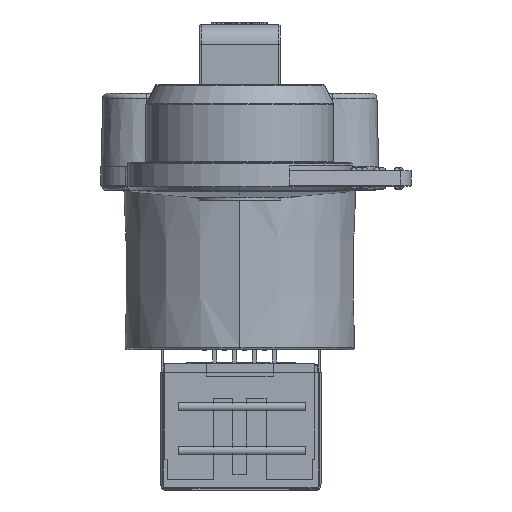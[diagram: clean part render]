
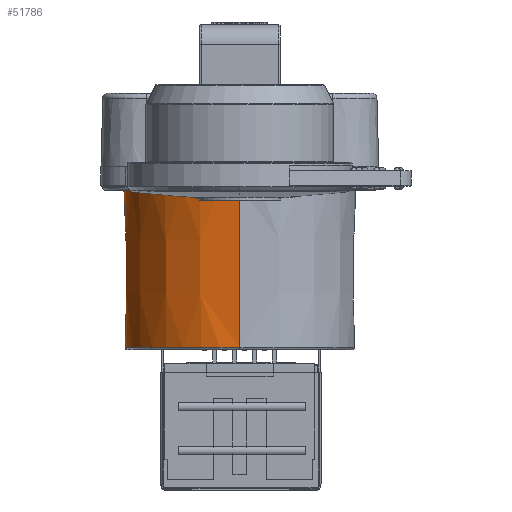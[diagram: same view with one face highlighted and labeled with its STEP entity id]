
A CAD part, front view. The second image highlights one B-rep face of the part: STEP entity #51786.
In plain terms, the highlighted conical face has half-angle 0.5 degrees and reference radius 11.797 mm.
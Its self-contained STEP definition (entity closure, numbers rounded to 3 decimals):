
#17297=CARTESIAN_POINT('',(41.5,2.497,
-4.474));
#17298=DIRECTION('',(0.,0.,1.));
#17299=DIRECTION('',(0.,1.,0.));
#17300=AXIS2_PLACEMENT_3D('',#17297,#17298,#17299);
#17302=CARTESIAN_POINT('',(41.5,2.497,
-20.976));
#17303=DIRECTION('',(0.,0.,-1.));
#17304=DIRECTION('',(0.,-1.,0.));
#17305=AXIS2_PLACEMENT_3D('',#17302,#17303,#17304);
#17312=DIRECTION('',(0.,-0.009,
-1.));
#17313=VECTOR('',#17312,16.502);
#17314=CARTESIAN_POINT('',(41.5,14.366,
-4.474));
#17315=LINE('',#17314,#17313);
#17321=DIRECTION('',(0.,-0.009,1.));
#17322=VECTOR('',#17321,16.502);
#17323=CARTESIAN_POINT('',(41.5,-9.229,
-20.976));
#17324=LINE('',#17323,#17322);
#22754=CARTESIAN_POINT('',(41.5,-9.229,
-20.976));
#22755=VERTEX_POINT('',#22754);
#22756=CARTESIAN_POINT('',(41.5,14.222,
-20.976));
#22757=VERTEX_POINT('',#22756);
#28391=CARTESIAN_POINT('',(41.5,14.366,
-4.474));
#28392=CARTESIAN_POINT('',(41.5,-9.373,
-4.474));
#28393=VERTEX_POINT('',#28391);
#28394=VERTEX_POINT('',#28392);
#51772=CARTESIAN_POINT('',(41.5,2.497,
-12.725));
#51773=DIRECTION('',(0.,0.,1.));
#51774=DIRECTION('',(1.,0.,0.));
#51775=AXIS2_PLACEMENT_3D('',#51772,#51773,#51774);
#51776=CONICAL_SURFACE('',#51775,11.797,0.5);
#51777=ORIENTED_EDGE('',*,*,#38333,.T.);
#51779=ORIENTED_EDGE('',*,*,#51778,.F.);
#51781=ORIENTED_EDGE('',*,*,#51780,.T.);
#51783=ORIENTED_EDGE('',*,*,#51782,.F.);
#51784=EDGE_LOOP('',(#51777,#51779,#51781,#51783));
#51785=FACE_OUTER_BOUND('',#51784,.F.);
#51786=ADVANCED_FACE('',(#51785),#51776,.T.);
#17301=CIRCLE('',#17300,11.869);
#17306=CIRCLE('',#17305,11.725);
#38333=EDGE_CURVE('',#28393,#28394,#17301,.T.);
#51778=EDGE_CURVE('',#22755,#28394,#17324,.T.);
#51780=EDGE_CURVE('',#22755,#22757,#17306,.T.);
#51782=EDGE_CURVE('',#28393,#22757,#17315,.T.);
